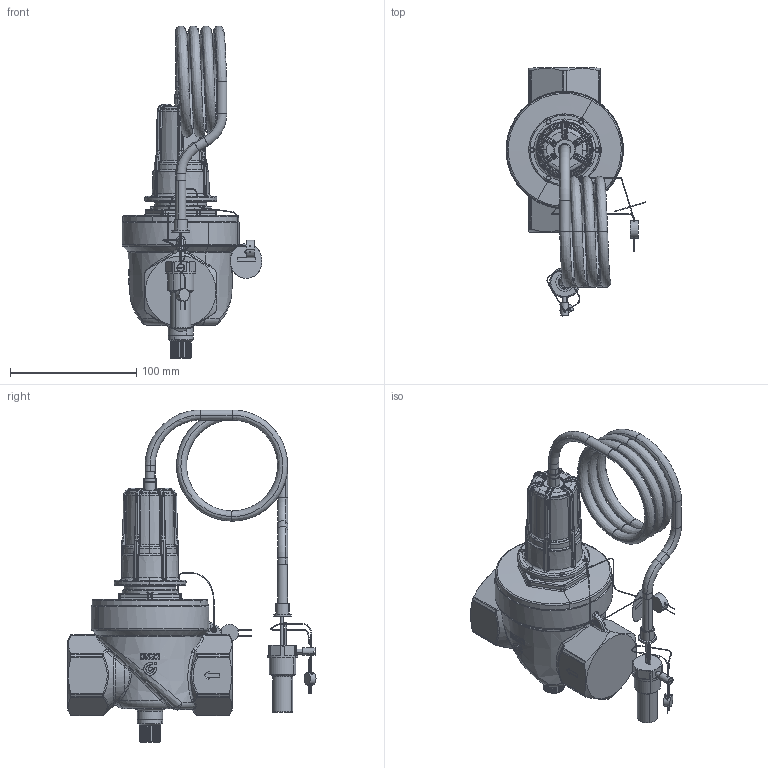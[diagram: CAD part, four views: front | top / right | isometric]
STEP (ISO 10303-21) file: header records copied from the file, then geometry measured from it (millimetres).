
FILE_DESCRIPTION(('CATIA V5 STEP Exchange'),'2;1');
FILE_NAME('STEP_540070_-_TST.stp','2017-03-28T06:07:40+00:00',('none'),('none'),'CATIA Version 5-6 Release 2014 SP5','CATIA V5 STEP AP203','none');
FILE_SCHEMA(('CONFIG_CONTROL_DESIGN'));
Products named in the file (1): 540070 - TST
Bounding box: 110.78 x 196.46 x 263 mm (x, y, z)
Volume: 811082.3 mm3; surface area: 97112.7 mm2
Topology: 6 solids, 8 shells, 1621 faces, 3947 edges, 2308 vertices
Faces by surface type: bspline 520, cylinder 466, plane 261, torus 213, cone 124, sphere 35, revolution 2
Entity records: 69857 total; most frequent: CARTESIAN_POINT 39622, ORIENTED_EDGE 7772, EDGE_CURVE 3886, DIRECTION 3437, VERTEX_POINT 2308, B_SPLINE_CURVE_WITH_KNOTS 1933, AXIS2_PLACEMENT_3D 1898, EDGE_LOOP 1674
